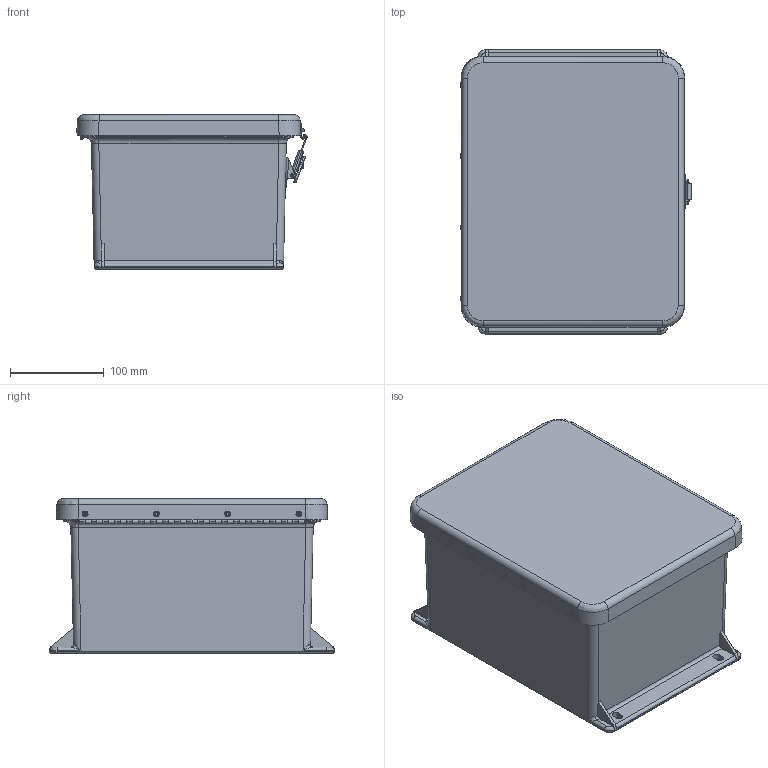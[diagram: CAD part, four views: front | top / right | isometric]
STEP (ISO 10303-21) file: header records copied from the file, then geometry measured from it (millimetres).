
FILE_DESCRIPTION (( 'STEP AP214' ), '1' );
FILE_NAME ('M100806HLL.STEP', '2018-11-07T13:22:55', ( '' ), ( '' ), 'SwSTEP 2.0', 'SolidWorks 2018', '' );
FILE_SCHEMA (( 'AUTOMOTIVE_DESIGN' ));
Length unit declared in the file: inch
Products named in the file (1): M100806HLL
Bounding box: 246.09 x 303.94 x 165.07 mm (x, y, z)
Volume: 1255608 mm3; surface area: 664004.9 mm2
Topology: 40 solids, 40 shells, 1189 faces, 2934 edges, 1862 vertices
Faces by surface type: plane 467, cylinder 461, bspline 172, cone 73, torus 16
Full cylindrical faces by diameter (mm): 1.702 x1, 2.159 x39, 2.21 x1, 2.489 x2, 2.64 x12, 2.794 x1, 3.175 x13, 3.3 x2, 3.327 x8, 3.378 x2, 3.429 x1, 3.556 x13, 3.861 x12, 4.039 x12, 4.572 x1, 4.75 x2, 4.8 x1, 4.851 x2, 5.41 x1, 6.35 x1, 6.858 x12, 7.264 x1, 7.95 x2, 9.525 x4, 13.335 x1, 13.589 x1, 15.494 x1, 16.764 x1
Entity records: 59952 total; most frequent: CARTESIAN_POINT 17427, ORIENTED_EDGE 5458, DIRECTION 5078, EDGE_CURVE 2729, AXIS2_PLACEMENT_3D 1845, VERTEX_POINT 1837, EDGE_LOOP 1600, LINE 1388
